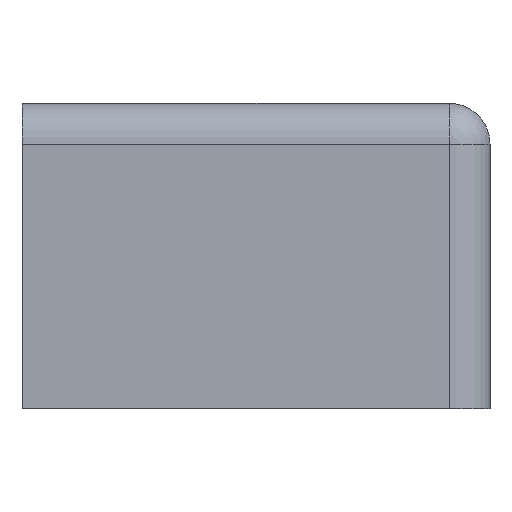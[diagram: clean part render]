
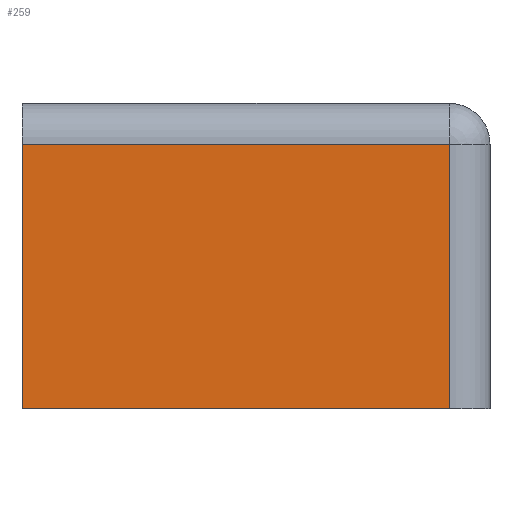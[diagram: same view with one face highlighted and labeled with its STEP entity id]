
A CAD part, left-side view. The second image highlights one B-rep face of the part: STEP entity #259.
In plain terms, the highlighted planar face has unit normal (-1, 0, 0).
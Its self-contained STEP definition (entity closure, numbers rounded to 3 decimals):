
#136=CARTESIAN_POINT('',(-10.5,-2.,0.));
#137=VERTEX_POINT('',#136);
#138=CARTESIAN_POINT('',(-10.5,-2.,13.));
#139=VERTEX_POINT('',#138);
#140=CARTESIAN_POINT('',(-10.5,-2.,0.));
#141=DIRECTION('',(0.,0.,1.));
#142=VECTOR('',#141,13.);
#143=LINE('',#140,#142);
#144=EDGE_CURVE('',#137,#139,#143,.T.);
#229=CARTESIAN_POINT('',(-10.5,-1.,-70.913));
#230=DIRECTION('',(-1.,0.,0.));
#231=DIRECTION('',(0.,0.,1.));
#232=AXIS2_PLACEMENT_3D('',#229,#230,#231);
#233=PLANE('',#232);
#234=CARTESIAN_POINT('',(-10.5,-23.,0.));
#235=VERTEX_POINT('',#234);
#236=CARTESIAN_POINT('',(-10.5,-23.,13.));
#237=VERTEX_POINT('',#236);
#238=CARTESIAN_POINT('',(-10.5,-23.,0.));
#239=DIRECTION('',(-0.,-0.,1.));
#240=VECTOR('',#239,13.);
#241=LINE('',#238,#240);
#242=EDGE_CURVE('',#235,#237,#241,.T.);
#243=ORIENTED_EDGE('',*,*,#242,.T.);
#244=CARTESIAN_POINT('',(-10.5,-23.,13.));
#245=DIRECTION('',(-0.,1.,-0.));
#246=VECTOR('',#245,21.);
#247=LINE('',#244,#246);
#248=EDGE_CURVE('',#237,#139,#247,.T.);
#249=ORIENTED_EDGE('',*,*,#248,.T.);
#250=ORIENTED_EDGE('',*,*,#144,.F.);
#251=CARTESIAN_POINT('',(-10.5,-23.,0.));
#252=DIRECTION('',(0.,1.,0.));
#253=VECTOR('',#252,21.);
#254=LINE('',#251,#253);
#255=EDGE_CURVE('',#235,#137,#254,.T.);
#256=ORIENTED_EDGE('',*,*,#255,.F.);
#257=EDGE_LOOP('',(#243,#249,#250,#256));
#258=FACE_BOUND('',#257,.T.);
#259=ADVANCED_FACE('',(#258),#233,.T.);
